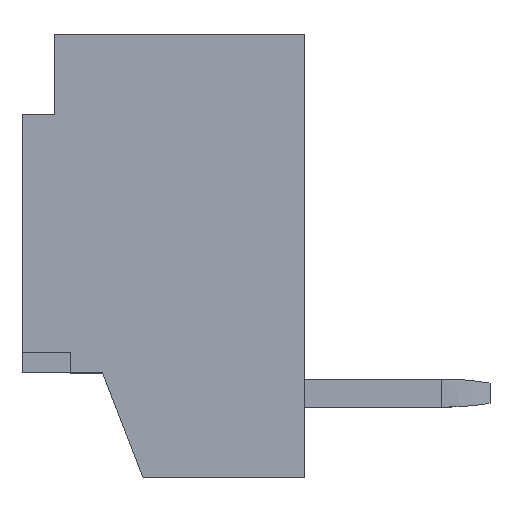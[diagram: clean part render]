
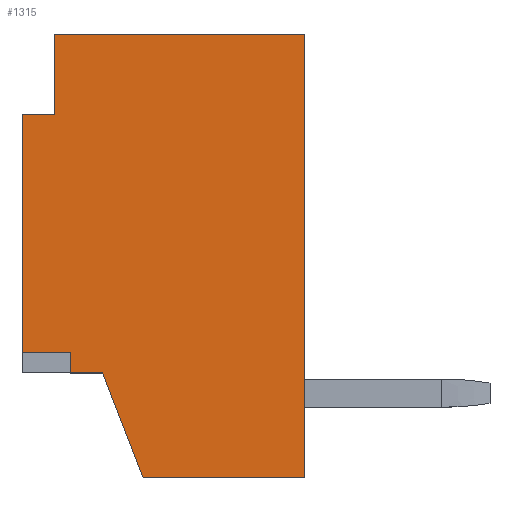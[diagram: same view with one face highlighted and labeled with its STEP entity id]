
A CAD part, left-side view. The second image highlights one B-rep face of the part: STEP entity #1315.
In plain terms, the highlighted face is planar.
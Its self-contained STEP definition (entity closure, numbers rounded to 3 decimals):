
#57 = DIRECTION ( 'NONE',  ( 1., 0., 0. ) ) ;
#219 = DIRECTION ( 'NONE',  ( 0., 0., -1. ) ) ;
#233 = ORIENTED_EDGE ( 'NONE', *, *, #527, .T. ) ;
#287 = ORIENTED_EDGE ( 'NONE', *, *, #4915, .F. ) ;
#366 = CARTESIAN_POINT ( 'NONE',  ( 2.75, -4.525, 0.1 ) ) ;
#400 = LINE ( 'NONE', #366, #5628 ) ;
#527 = EDGE_CURVE ( 'NONE', #952, #5437, #5558, .T. ) ;
#537 = CARTESIAN_POINT ( 'NONE',  ( 2.75, -3.225, 1. ) ) ;
#564 = EDGE_CURVE ( 'NONE', #952, #3447, #1284, .T. ) ;
#602 = CARTESIAN_POINT ( 'NONE',  ( 2.75, -4.525, 0.1 ) ) ;
#613 = ORIENTED_EDGE ( 'NONE', *, *, #4739, .T. ) ;
#666 = EDGE_CURVE ( 'NONE', #2385, #4440, #3607, .T. ) ;
#690 = CARTESIAN_POINT ( 'NONE',  ( 2.75, -2.975, 1. ) ) ;
#706 = VECTOR ( 'NONE', #1622, 1000. ) ;
#765 = DIRECTION ( 'NONE',  ( 0., 1., 0. ) ) ;
#786 = CARTESIAN_POINT ( 'NONE',  ( 2.75, -0.025, 1.6 ) ) ;
#949 = CARTESIAN_POINT ( 'NONE',  ( 2.75, -0.025, 1.2 ) ) ;
#952 = VERTEX_POINT ( 'NONE', #4701 ) ;
#1175 = DIRECTION ( 'NONE',  ( 0., 1., 0. ) ) ;
#1284 = LINE ( 'NONE', #2997, #4656 ) ;
#1315 = ADVANCED_FACE ( 'NONE', ( #3253 ), #1493, .T. ) ;
#1425 = LINE ( 'NONE', #537, #2559 ) ;
#1434 = CARTESIAN_POINT ( 'NONE',  ( 2.75, -4.525, 1.6 ) ) ;
#1493 = PLANE ( 'NONE',  #3480 ) ;
#1622 = DIRECTION ( 'NONE',  ( 0., 0., -1. ) ) ;
#1624 = CARTESIAN_POINT ( 'NONE',  ( 2.75, -3.225, 1. ) ) ;
#1792 = CARTESIAN_POINT ( 'NONE',  ( 2.75, -4.525, 0.1 ) ) ;
#1847 = VERTEX_POINT ( 'NONE', #949 ) ;
#1983 = EDGE_CURVE ( 'NONE', #4440, #4559, #3004, .T. ) ;
#2201 = DIRECTION ( 'NONE',  ( 0., 0., -1. ) ) ;
#2342 = DIRECTION ( 'NONE',  ( 0., 0., -1. ) ) ;
#2360 = VERTEX_POINT ( 'NONE', #3278 ) ;
#2385 = VERTEX_POINT ( 'NONE', #602 ) ;
#2421 = VECTOR ( 'NONE', #765, 1000. ) ;
#2449 = LINE ( 'NONE', #4248, #2745 ) ;
#2474 = EDGE_CURVE ( 'NONE', #3447, #1847, #5729, .T. ) ;
#2527 = VERTEX_POINT ( 'NONE', #3074 ) ;
#2542 = CARTESIAN_POINT ( 'NONE',  ( 2.75, 0.975, 1.2 ) ) ;
#2559 = VECTOR ( 'NONE', #2342, 1000. ) ;
#2722 = CARTESIAN_POINT ( 'NONE',  ( 2.75, 0.975, -1.9 ) ) ;
#2745 = VECTOR ( 'NONE', #219, 1000. ) ;
#2767 = ORIENTED_EDGE ( 'NONE', *, *, #1983, .T. ) ;
#2883 = CARTESIAN_POINT ( 'NONE',  ( 2.75, -2.975, 1.6 ) ) ;
#2912 = CARTESIAN_POINT ( 'NONE',  ( 2.75, -4.525, -1.9 ) ) ;
#2997 = CARTESIAN_POINT ( 'NONE',  ( 2.75, -2.975, 1.6 ) ) ;
#3004 = LINE ( 'NONE', #4793, #2421 ) ;
#3074 = CARTESIAN_POINT ( 'NONE',  ( 2.75, 0.975, 1.2 ) ) ;
#3082 = DIRECTION ( 'NONE',  ( 0., 1., 0. ) ) ;
#3131 = LINE ( 'NONE', #2542, #5445 ) ;
#3182 = VERTEX_POINT ( 'NONE', #4643 ) ;
#3226 = DIRECTION ( 'NONE',  ( 0., 1., 0. ) ) ;
#3253 = FACE_OUTER_BOUND ( 'NONE', #4107, .T. ) ;
#3278 = CARTESIAN_POINT ( 'NONE',  ( 2.75, -3.225, 1. ) ) ;
#3320 = ORIENTED_EDGE ( 'NONE', *, *, #3681, .F. ) ;
#3447 = VERTEX_POINT ( 'NONE', #786 ) ;
#3480 = AXIS2_PLACEMENT_3D ( 'NONE', #1434, #57, #3226 ) ;
#3607 = LINE ( 'NONE', #1792, #5785 ) ;
#3681 = EDGE_CURVE ( 'NONE', #2385, #3182, #400, .T. ) ;
#3817 = ORIENTED_EDGE ( 'NONE', *, *, #5368, .T. ) ;
#3849 = LINE ( 'NONE', #1624, #4056 ) ;
#4056 = VECTOR ( 'NONE', #1175, 1000. ) ;
#4080 = DIRECTION ( 'NONE',  ( 0., 0., -1. ) ) ;
#4107 = EDGE_LOOP ( 'NONE', ( #3817, #3320, #4375, #2767, #287, #613, #5587, #5249, #233, #5644 ) ) ;
#4248 = CARTESIAN_POINT ( 'NONE',  ( 2.75, 0.975, 1.2 ) ) ;
#4373 = CARTESIAN_POINT ( 'NONE',  ( 2.75, -0.025, 1.6 ) ) ;
#4375 = ORIENTED_EDGE ( 'NONE', *, *, #666, .T. ) ;
#4440 = VERTEX_POINT ( 'NONE', #2912 ) ;
#4559 = VERTEX_POINT ( 'NONE', #2722 ) ;
#4643 = CARTESIAN_POINT ( 'NONE',  ( 2.75, -3.225, 0.6 ) ) ;
#4656 = VECTOR ( 'NONE', #3082, 1000. ) ;
#4701 = CARTESIAN_POINT ( 'NONE',  ( 2.75, -2.975, 1.6 ) ) ;
#4739 = EDGE_CURVE ( 'NONE', #2527, #1847, #3131, .T. ) ;
#4793 = CARTESIAN_POINT ( 'NONE',  ( 2.75, -4.525, -1.9 ) ) ;
#4915 = EDGE_CURVE ( 'NONE', #2527, #4559, #2449, .T. ) ;
#5223 = DIRECTION ( 'NONE',  ( 0., 0.933, 0.359 ) ) ;
#5245 = EDGE_CURVE ( 'NONE', #2360, #5437, #3849, .T. ) ;
#5249 = ORIENTED_EDGE ( 'NONE', *, *, #564, .F. ) ;
#5282 = DIRECTION ( 'NONE',  ( 0., -1., 0. ) ) ;
#5368 = EDGE_CURVE ( 'NONE', #2360, #3182, #1425, .T. ) ;
#5386 = VECTOR ( 'NONE', #2201, 1000. ) ;
#5437 = VERTEX_POINT ( 'NONE', #690 ) ;
#5445 = VECTOR ( 'NONE', #5282, 1000. ) ;
#5558 = LINE ( 'NONE', #2883, #706 ) ;
#5587 = ORIENTED_EDGE ( 'NONE', *, *, #2474, .F. ) ;
#5628 = VECTOR ( 'NONE', #5223, 1000. ) ;
#5644 = ORIENTED_EDGE ( 'NONE', *, *, #5245, .F. ) ;
#5729 = LINE ( 'NONE', #4373, #5386 ) ;
#5785 = VECTOR ( 'NONE', #4080, 1000. ) ;
